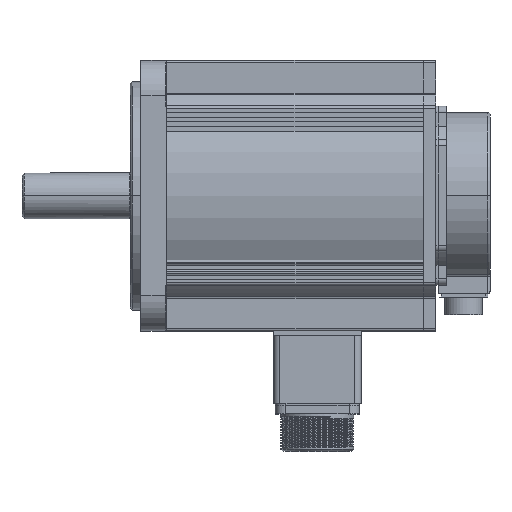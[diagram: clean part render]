
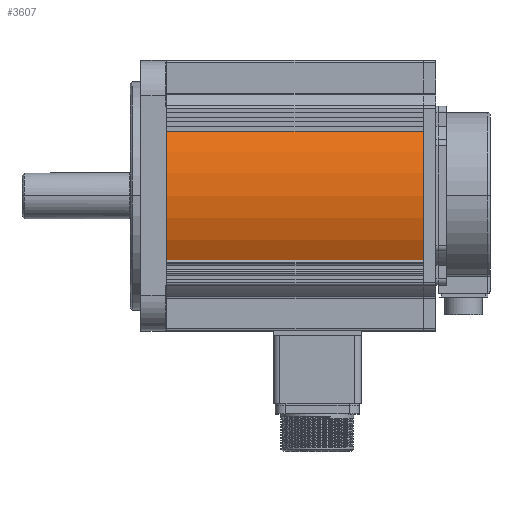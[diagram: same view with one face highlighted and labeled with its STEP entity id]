
A CAD part, top view. The second image highlights one B-rep face of the part: STEP entity #3607.
In plain terms, the highlighted cylindrical face has radius 65 mm (diameter 130 mm), a partial arc.
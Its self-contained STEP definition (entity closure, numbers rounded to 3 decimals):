
#80 = LINE ( 'NONE', #12897, #19414 ) ;
#1694 = CARTESIAN_POINT ( 'NONE',  ( 69.5, -31., 57.131 ) ) ;
#1804 = ORIENTED_EDGE ( 'NONE', *, *, #17599, .F. ) ;
#1834 = EDGE_CURVE ( 'NONE', #17503, #21888, #80, .T. ) ;
#3020 = CARTESIAN_POINT ( 'NONE',  ( 193., 31., 57.131 ) ) ;
#3267 = DIRECTION ( 'NONE',  ( 1., 0., 0. ) ) ;
#3607 = ADVANCED_FACE ( 'NONE', ( #18175 ), #9397, .T. ) ;
#3864 = VECTOR ( 'NONE', #13514, 1000. ) ;
#5809 = ORIENTED_EDGE ( 'NONE', *, *, #17477, .T. ) ;
#5965 = CARTESIAN_POINT ( 'NONE',  ( 193., -31., 57.131 ) ) ;
#6783 = DIRECTION ( 'NONE',  ( 0., 1., 0. ) ) ;
#8139 = CIRCLE ( 'NONE', #13306, 65. ) ;
#8563 = ORIENTED_EDGE ( 'NONE', *, *, #23578, .F. ) ;
#8753 = DIRECTION ( 'NONE',  ( 0., 1., 0. ) ) ;
#9397 = CYLINDRICAL_SURFACE ( 'NONE', #22020, 65. ) ;
#10091 = CARTESIAN_POINT ( 'NONE',  ( 193., 0., 0. ) ) ;
#11060 = CIRCLE ( 'NONE', #21298, 65. ) ;
#11977 = DIRECTION ( 'NONE',  ( 0., -1., 0. ) ) ;
#12742 = DIRECTION ( 'NONE',  ( -1., 0., 0. ) ) ;
#12897 = CARTESIAN_POINT ( 'NONE',  ( 193., 31., 57.131 ) ) ;
#13306 = AXIS2_PLACEMENT_3D ( 'NONE', #20100, #3267, #8753 ) ;
#13514 = DIRECTION ( 'NONE',  ( -1., 0., 0. ) ) ;
#14404 = DIRECTION ( 'NONE',  ( 1., 0., 0. ) ) ;
#15004 = LINE ( 'NONE', #5965, #3864 ) ;
#15398 = EDGE_LOOP ( 'NONE', ( #5809, #8563, #1804, #21065 ) ) ;
#16419 = CARTESIAN_POINT ( 'NONE',  ( 69.5, 0., 0. ) ) ;
#16611 = VERTEX_POINT ( 'NONE', #23836 ) ;
#17477 = EDGE_CURVE ( 'NONE', #21888, #22141, #11060, .T. ) ;
#17503 = VERTEX_POINT ( 'NONE', #3020 ) ;
#17599 = EDGE_CURVE ( 'NONE', #17503, #16611, #8139, .T. ) ;
#17677 = DIRECTION ( 'NONE',  ( -1., 0., 0. ) ) ;
#18175 = FACE_OUTER_BOUND ( 'NONE', #15398, .T. ) ;
#19414 = VECTOR ( 'NONE', #12742, 1000. ) ;
#20100 = CARTESIAN_POINT ( 'NONE',  ( 193., 0., 0. ) ) ;
#21065 = ORIENTED_EDGE ( 'NONE', *, *, #1834, .T. ) ;
#21298 = AXIS2_PLACEMENT_3D ( 'NONE', #16419, #14404, #6783 ) ;
#21888 = VERTEX_POINT ( 'NONE', #22992 ) ;
#22020 = AXIS2_PLACEMENT_3D ( 'NONE', #10091, #17677, #11977 ) ;
#22141 = VERTEX_POINT ( 'NONE', #1694 ) ;
#22992 = CARTESIAN_POINT ( 'NONE',  ( 69.5, 31., 57.131 ) ) ;
#23578 = EDGE_CURVE ( 'NONE', #16611, #22141, #15004, .T. ) ;
#23836 = CARTESIAN_POINT ( 'NONE',  ( 193., -31., 57.131 ) ) ;
